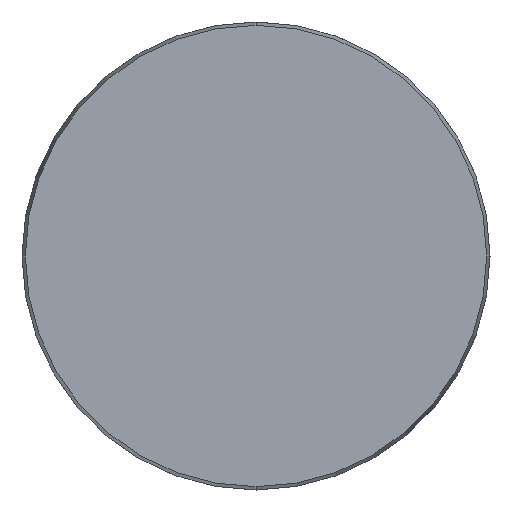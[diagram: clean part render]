
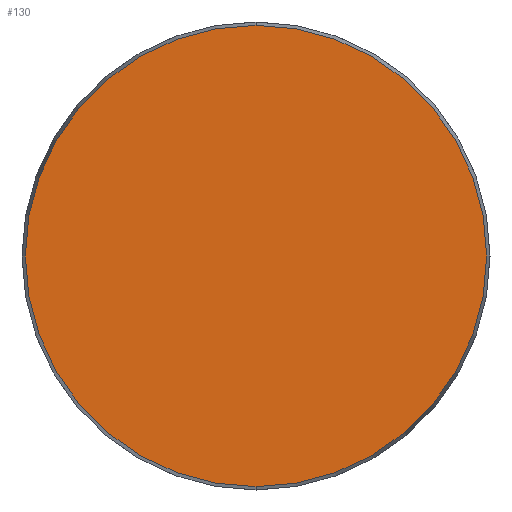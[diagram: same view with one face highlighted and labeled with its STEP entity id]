
A CAD part, front view. The second image highlights one B-rep face of the part: STEP entity #130.
In plain terms, the highlighted planar face has unit normal (0, -1, 0).
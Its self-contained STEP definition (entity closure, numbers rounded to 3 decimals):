
#17 = EDGE_LOOP ( 'NONE', ( #442, #363 ) ) ;
#33 = VERTEX_POINT ( 'NONE', #653 ) ;
#46 = DIRECTION ( 'NONE',  ( 0., -1., 0. ) ) ;
#53 = DIRECTION ( 'NONE',  ( 0., 0., -1. ) ) ;
#70 = AXIS2_PLACEMENT_3D ( 'NONE', #759, #636, #747 ) ;
#95 = CARTESIAN_POINT ( 'NONE',  ( 0., 0., 0. ) ) ;
#130 = ADVANCED_FACE ( 'NONE', ( #614 ), #294, .F. ) ;
#143 = CARTESIAN_POINT ( 'NONE',  ( 0., 0., -59.143 ) ) ;
#153 = DIRECTION ( 'NONE',  ( 0., -1., 0. ) ) ;
#228 = AXIS2_PLACEMENT_3D ( 'NONE', #816, #46, #53 ) ;
#294 = PLANE ( 'NONE',  #70 ) ;
#350 = DIRECTION ( 'NONE',  ( 0., 0., -1. ) ) ;
#363 = ORIENTED_EDGE ( 'NONE', *, *, #466, .T. ) ;
#372 = VERTEX_POINT ( 'NONE', #143 ) ;
#442 = ORIENTED_EDGE ( 'NONE', *, *, #571, .T. ) ;
#466 = EDGE_CURVE ( 'NONE', #372, #33, #594, .T. ) ;
#502 = CIRCLE ( 'NONE', #228, 59.143 ) ;
#571 = EDGE_CURVE ( 'NONE', #33, #372, #502, .T. ) ;
#594 = CIRCLE ( 'NONE', #658, 59.143 ) ;
#614 = FACE_OUTER_BOUND ( 'NONE', #17, .T. ) ;
#636 = DIRECTION ( 'NONE',  ( 0., 1., 0. ) ) ;
#653 = CARTESIAN_POINT ( 'NONE',  ( 0., 0., 59.143 ) ) ;
#658 = AXIS2_PLACEMENT_3D ( 'NONE', #95, #153, #350 ) ;
#747 = DIRECTION ( 'NONE',  ( 0., 0., 1. ) ) ;
#759 = CARTESIAN_POINT ( 'NONE',  ( -59.143, 0., 0. ) ) ;
#816 = CARTESIAN_POINT ( 'NONE',  ( 0., 0., 0. ) ) ;
